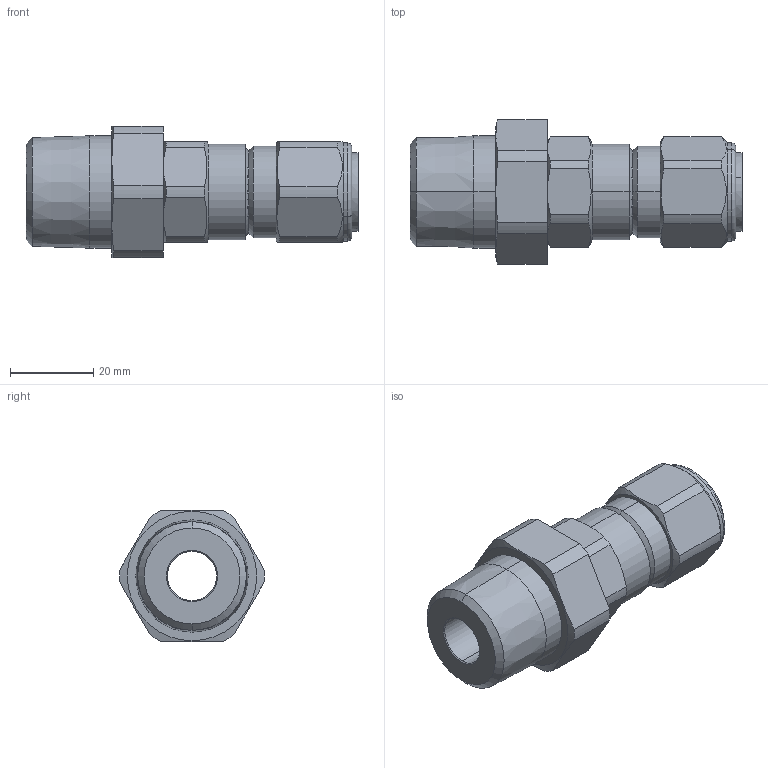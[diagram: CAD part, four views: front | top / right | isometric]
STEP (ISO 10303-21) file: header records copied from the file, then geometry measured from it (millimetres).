
FILE_DESCRIPTION (( 'STEP AP203' ), '1' );
FILE_NAME ('20S16TE1FU1RA032.STEP', '2021-05-12T14:47:04', ( '' ), ( '' ), 'SwSTEP 2.0', 'SolidWorks 2017', '' );
FILE_SCHEMA (( 'CONFIG_CONTROL_DESIGN' ));
Length unit declared in the file: millimetre
Products named in the file (1): 20S16TE1FU1RA032
Bounding box: 79.55 x 34.63 x 31.5 mm (x, y, z)
Volume: 31471.4 mm3; surface area: 11824.3 mm2
Topology: 1 solids, 1 shells, 99 faces, 236 edges, 148 vertices
Faces by surface type: cylinder 36, cone 30, plane 29, torus 4
Entity records: 3151 total; most frequent: CARTESIAN_POINT 768, DIRECTION 500, ORIENTED_EDGE 472, EDGE_CURVE 236, AXIS2_PLACEMENT_3D 208, VERTEX_POINT 148, EDGE_LOOP 110, CIRCLE 108
